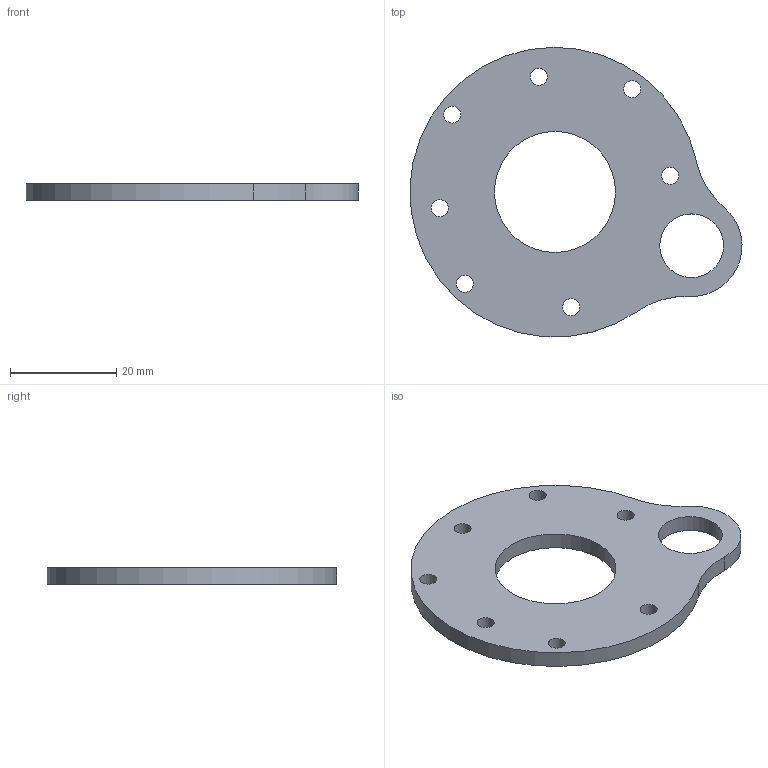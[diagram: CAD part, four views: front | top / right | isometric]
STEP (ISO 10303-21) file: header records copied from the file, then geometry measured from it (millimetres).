
FILE_DESCRIPTION(/* description */ (''),/* implementation_level */ '2;1');
FILE_NAME(/* name */ 'Motor Mount Sheetmetal.step',/* time_stamp */ '2024-08-27T08:51:58-07:00',/* author */ (''),/* organization */ (''),/* preprocessor_version */ 'ST-DEVELOPER v20',/* originating_system */ 'Autodesk Translation Framework v12.14.0.127',/* authorisation */ '');
FILE_SCHEMA (('AUTOMOTIVE_DESIGN { 1 0 10303 214 3 1 1 }'));
Length unit declared in the file: millimetre
Products named in the file (1): SH Motor Mount
Bounding box: 62.51 x 54.49 x 3.17 mm (x, y, z)
Volume: 6142.9 mm3; surface area: 5022.8 mm2
Topology: 1 solids, 1 shells, 15 faces, 39 edges, 26 vertices
Faces by surface type: cylinder 13, plane 2
Full cylindrical faces by diameter (mm): 3.2 x7, 12 x1, 22.8 x1
Entity records: 555 total; most frequent: DIRECTION 97, CARTESIAN_POINT 81, ORIENTED_EDGE 78, AXIS2_PLACEMENT_3D 42, EDGE_CURVE 39, EDGE_LOOP 33, CIRCLE 26, VERTEX_POINT 26
